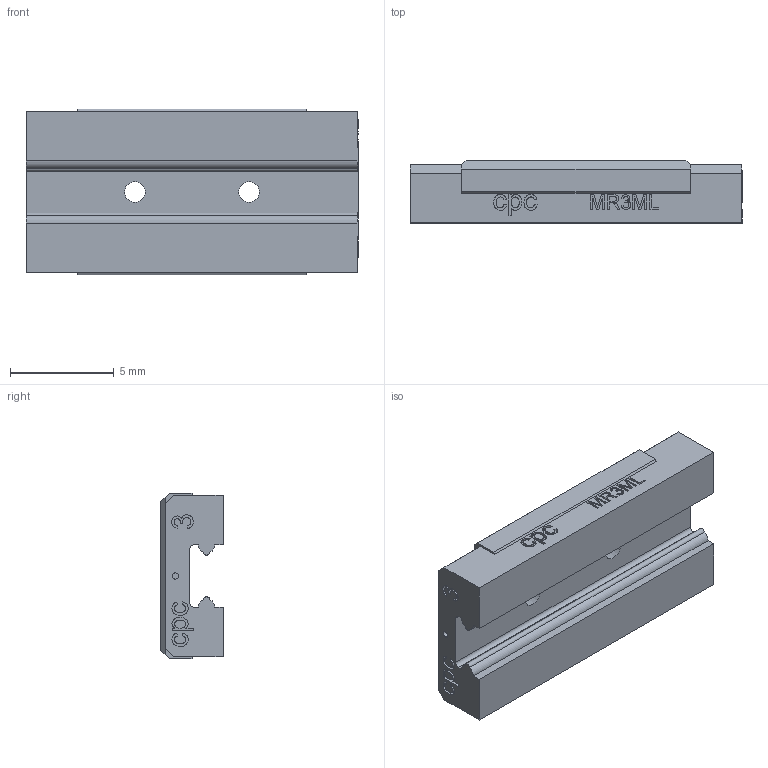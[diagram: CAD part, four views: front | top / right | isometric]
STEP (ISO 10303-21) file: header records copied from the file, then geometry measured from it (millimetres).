
FILE_DESCRIPTION (( 'STEP AP203' ), '1' );
FILE_NAME ('3ML-SS-block.STEP', '2009-08-20T08:20:42', ( 'cpc' ), ( '' ), 'SwSTEP 2.0', 'SolidWorks 2007', '' );
FILE_SCHEMA (( 'CONFIG_CONTROL_DESIGN' ));
Length unit declared in the file: millimetre
Products named in the file (1): 3ML-SS-block
Bounding box: 16 x 3 x 8 mm (x, y, z)
Volume: 290.2 mm3; surface area: 475.2 mm2
Topology: 1 solids, 1 shells, 393 faces, 1069 edges, 710 vertices
Faces by surface type: plane 196, bspline 176, cylinder 17, cone 4
Entity records: 22242 total; most frequent: CARTESIAN_POINT 13405, ORIENTED_EDGE 2138, DIRECTION 1191, EDGE_CURVE 1069, VERTEX_POINT 710, VECTOR 679, LINE 679, EDGE_LOOP 429
